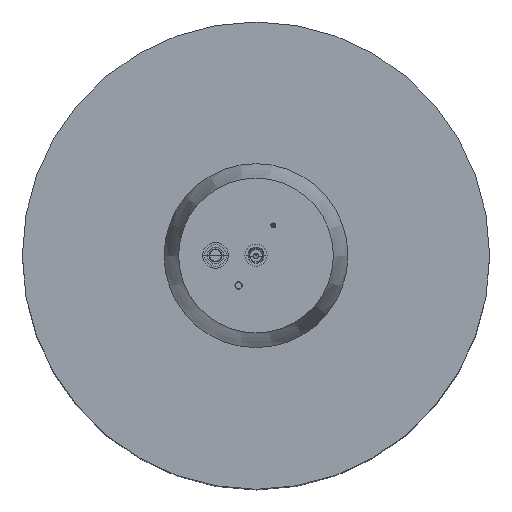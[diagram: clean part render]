
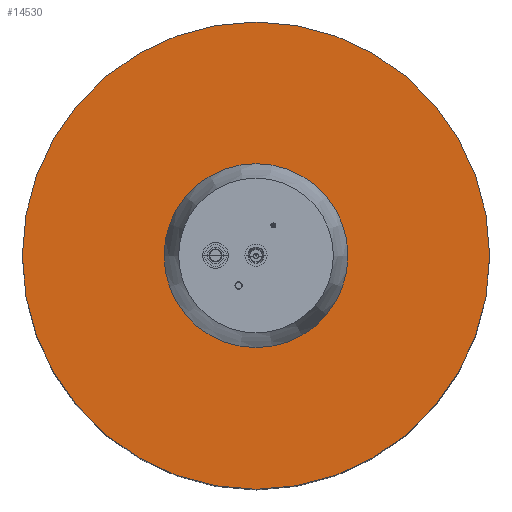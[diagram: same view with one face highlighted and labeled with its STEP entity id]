
A CAD part, top view. The second image highlights one B-rep face of the part: STEP entity #14530.
In plain terms, the highlighted planar face has unit normal (0, 0, 1).
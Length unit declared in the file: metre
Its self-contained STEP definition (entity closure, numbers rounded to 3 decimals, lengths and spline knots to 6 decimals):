
#984=PLANE('',#17289);
#2113=CIRCLE('',#17288,0.360373);
#2114=CIRCLE('',#17290,0.915494);
#4060=ORIENTED_EDGE('',*,*,#6725,.F.);
#4061=ORIENTED_EDGE('',*,*,#6724,.T.);
#6724=EDGE_CURVE('',#8311,#8311,#2113,.T.);
#6725=EDGE_CURVE('',#8312,#8312,#2114,.T.);
#8311=VERTEX_POINT('',#34044);
#8312=VERTEX_POINT('',#34047);
#11504=EDGE_LOOP('',(#4060));
#11505=EDGE_LOOP('',(#4061));
#13116=FACE_BOUND('',#11504,.T.);
#13117=FACE_BOUND('',#11505,.T.);
#14530=ADVANCED_FACE('',(#13116,#13117),#984,.F.);
#17288=AXIS2_PLACEMENT_3D('',#34043,#20645,#20646);
#17289=AXIS2_PLACEMENT_3D('',#34045,#20647,#20648);
#17290=AXIS2_PLACEMENT_3D('',#34046,#20649,#20650);
#20645=DIRECTION('',(0.,0.,-1.));
#20646=DIRECTION('',(-1.,0.,0.));
#20647=DIRECTION('',(0.,0.,-1.));
#20648=DIRECTION('',(-1.,0.,0.));
#20649=DIRECTION('',(0.,0.,-1.));
#20650=DIRECTION('',(-1.,0.,0.));
#34043=CARTESIAN_POINT('',(0.,0.,1.043513));
#34044=CARTESIAN_POINT('',(-0.360373,0.,1.043513));
#34045=CARTESIAN_POINT('',(-0.583959,0.,1.043513));
#34046=CARTESIAN_POINT('',(0.,0.,1.043513));
#34047=CARTESIAN_POINT('',(-0.915494,0.,1.043513));
